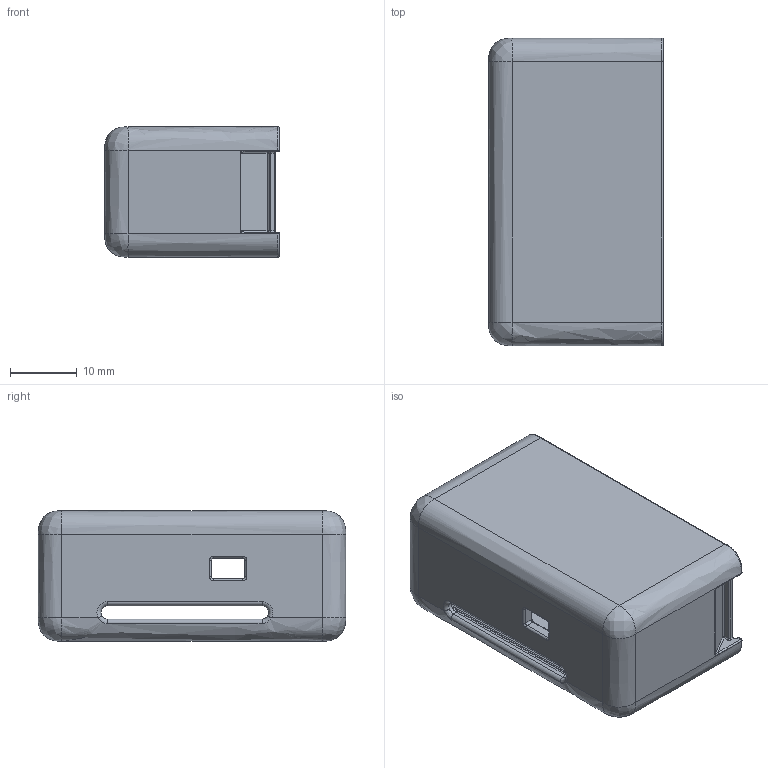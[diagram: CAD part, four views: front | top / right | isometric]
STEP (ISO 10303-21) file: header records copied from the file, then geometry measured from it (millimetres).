
FILE_DESCRIPTION(/* description */ ('STEP AP242','CAx-IF Rec.Pracs.---Representation and Presentation of Product Manufacturing Information (PMI)---4.0---2014-10-13','CAx-IF Rec.Pracs.---3D Tessellated Geometry---0.4---2014-09-14','2;1'),/* implementation_level */ '2;1');
FILE_NAME(/* name */ '669f08847628bb6ccaddee05',/* time_stamp */ '2024-07-23T01:33:58Z',/* author */ (''),/* organization */ (''),/* preprocessor_version */ 'ST-DEVELOPER v20',/* originating_system */ ' ',/* authorisation */ ' ');
FILE_SCHEMA (('AP242_MANAGED_MODEL_BASED_3D_ENGINEERING_MIM_LF { 1 0 10303 442 1 1 4 }'));
Length unit declared in the file: metre
Products named in the file (1): BASE
Bounding box: 26.15 x 46 x 19.52 mm (x, y, z)
Volume: 6636.9 mm3; surface area: 7587.6 mm2
Topology: 1 solids, 1 shells, 354 faces, 826 edges, 454 vertices
Faces by surface type: cylinder 133, bspline 102, plane 59, torus 51, sphere 9
Entity records: 12263 total; most frequent: CARTESIAN_POINT 4952, ORIENTED_EDGE 1614, DIRECTION 1422, EDGE_CURVE 807, AXIS2_PLACEMENT_3D 581, VERTEX_POINT 454, EDGE_LOOP 357, FACE_BOUND 357
